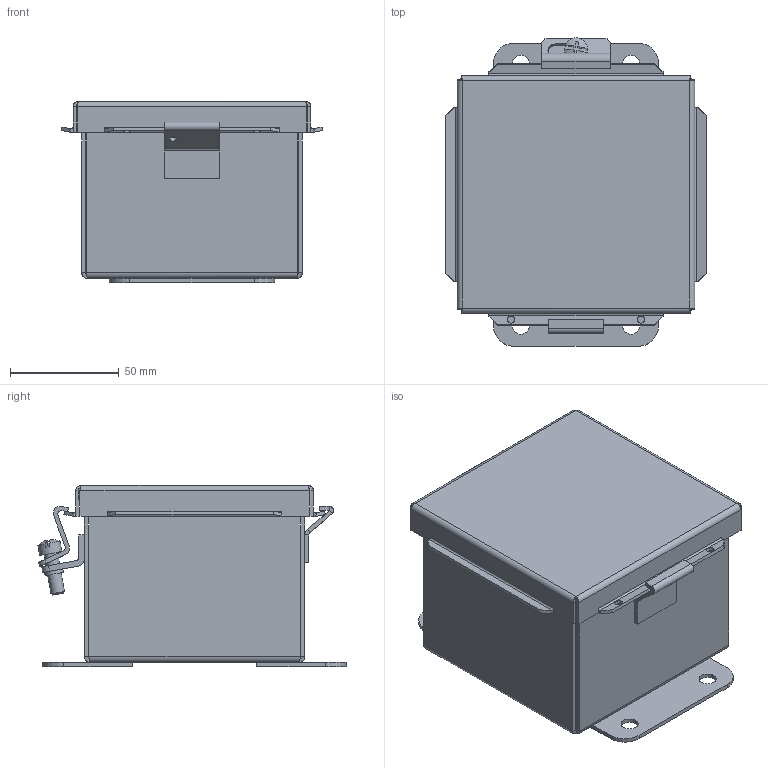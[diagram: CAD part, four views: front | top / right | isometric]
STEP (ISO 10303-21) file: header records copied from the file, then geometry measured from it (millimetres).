
FILE_DESCRIPTION((''),'2;1');
FILE_NAME('B040403.iam.stp','2012-02-02T09:16:46',(''),(''),'Autodesk Inventor 2012','Autodesk Inventor 2012','');
FILE_SCHEMA(('AUTOMOTIVE_DESIGN { 1 0 10303 214 1 1 1 1 }'));
Length unit declared in the file: inch
Products named in the file (10): B040403; 3481; C1001; H4050550; C1002; 372134; B040403BKP; 316159; 38811; B0404LID
Assembly tree (11 placements, depth 2):
  B040403
    3481  x2
    C1001
    H4050550
    C1002
    372134
    B040403BKP
    316159  x2
    38811
    B0404LID
Bounding box: 120.38 x 142.07 x 83.49 mm (x, y, z)
Volume: 153630.4 mm3; surface area: 159272.1 mm2
Topology: 11 solids, 11 shells, 310 faces, 707 edges, 422 vertices
Faces by surface type: plane 215, cylinder 65, bspline 24, sphere 2, cone 2, torus 2
Full cylindrical faces by diameter (mm): 3.175 x1, 3.556 x2, 4.826 x1, 4.978 x1, 6.35 x2, 7.874 x4, 8.738 x1, 10.402 x1
Entity records: 8847 total; most frequent: CARTESIAN_POINT 2048, ORIENTED_EDGE 1274, DIRECTION 1266, EDGE_CURVE 637, VECTOR 498, LINE 498, VERTEX_POINT 385, AXIS2_PLACEMENT_3D 384
